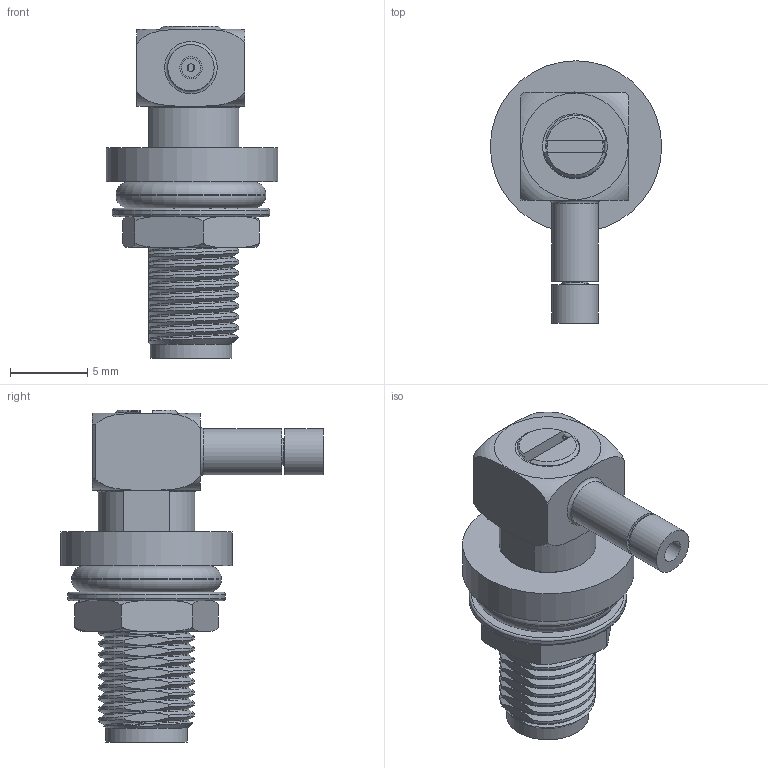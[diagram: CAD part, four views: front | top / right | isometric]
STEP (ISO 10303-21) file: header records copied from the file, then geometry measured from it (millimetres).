
FILE_DESCRIPTION(/* description */ ('Unknown'),/* implementation_level */ '2;1');
FILE_NAME(/* name */ '60316520112320',/* time_stamp */ '2024-05-29T14:56:39+02:00',/* author */ ('Unknown'),/* organization */ ('Unknown'),/* preprocessor_version */ 'ST-DEVELOPER v18.102',/* originating_system */ 'Solid Edge',/* authorisation */ 'Unknown');
FILE_SCHEMA (('AUTOMOTIVE_DESIGN {1 0 10303 214 3 1 1}'));
Products named in the file (9): 60316520112320; 60316520112320_Body; 60316520112320_Cover; 60316520112320_Ferrule; 60316520112320_Gasket; 60316520112320_Washer; 60316520112320_Nut; 60316520112320_Insulator; 60316520112320_Center Pin
Assembly tree (8 placements, depth 2):
  60316520112320
    60316520112320_Body
    60316520112320_Cover
    60316520112320_Ferrule
    60316520112320_Gasket
    60316520112320_Washer
    60316520112320_Nut
    60316520112320_Insulator
    60316520112320_Center Pin
Bounding box: 11.1 x 17 x 21.5 mm (x, y, z)
Volume: 952.4 mm3; surface area: 2029.1 mm2
Topology: 8 solids, 8 shells, 292 faces, 731 edges, 473 vertices
Faces by surface type: plane 123, cylinder 85, bspline 45, torus 27, cone 12
Full cylindrical faces by diameter (mm): 0.5 x1, 0.67 x1, 0.8 x1, 0.9 x2, 1.25 x3, 1.3 x1, 1.45 x1, 1.55 x1, 1.7 x3, 2.1 x2, 2.2 x3, 2.25 x1, 2.9 x2, 3 x2, 3.65 x1, 3.8 x2, 4 x2, 4.1 x2, 4.3 x1, 4.6 x1, 5.3 x1, 6.113 x1, 6.5 x1, 9.7 x1, 10.2 x1, 11.1 x1
Entity records: 60608 total; most frequent: CARTESIAN_POINT 54388, ORIENTED_EDGE 1278, DIRECTION 1108, EDGE_CURVE 639, AXIS2_PLACEMENT_3D 458, VERTEX_POINT 443, EDGE_LOOP 392, FACE_BOUND 392
